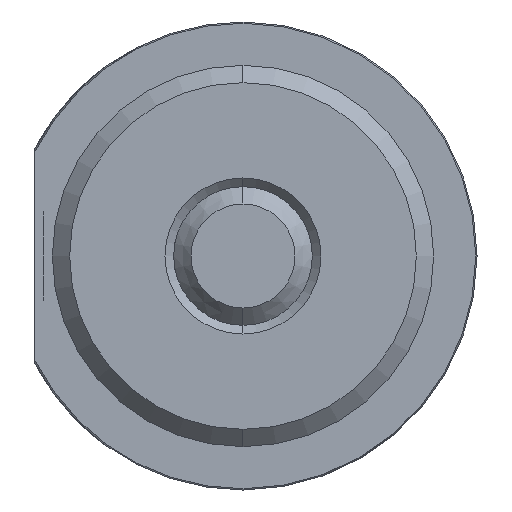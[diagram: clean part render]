
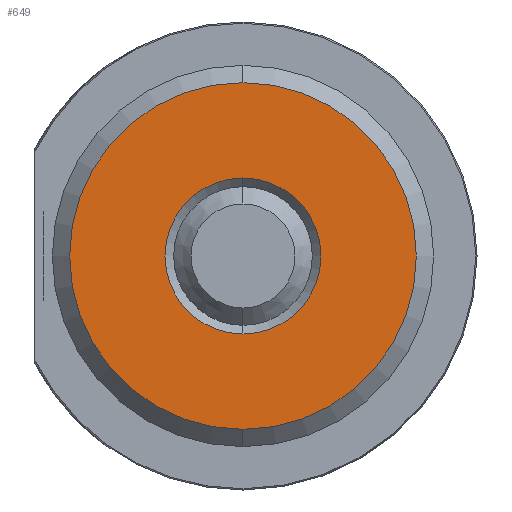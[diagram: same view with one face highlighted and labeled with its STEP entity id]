
A CAD part, left-side view. The second image highlights one B-rep face of the part: STEP entity #649.
In plain terms, the highlighted planar face has unit normal (-1, 0, 0).
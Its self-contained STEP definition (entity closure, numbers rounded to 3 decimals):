
#47 = EDGE_LOOP ( 'NONE', ( #2201, #2164 ) ) ;
#117 = EDGE_LOOP ( 'NONE', ( #2172, #2199 ) ) ;
#297 = CARTESIAN_POINT ( 'NONE',  ( 0., 0., 0. ) ) ;
#305 = CARTESIAN_POINT ( 'NONE',  ( 0., 0., 0. ) ) ;
#306 = DIRECTION ( 'NONE',  ( 1., 0., 0. ) ) ;
#307 = DIRECTION ( 'NONE',  ( 0., 0., -1. ) ) ;
#311 = DIRECTION ( 'NONE',  ( -1., 0., 0. ) ) ;
#312 = DIRECTION ( 'NONE',  ( 0., 0., -1. ) ) ;
#649 = ADVANCED_FACE ( 'NONE', ( #1959, #1968 ), #1186, .F. ) ;
#665 = VERTEX_POINT ( 'NONE', #1242 ) ;
#714 = VERTEX_POINT ( 'NONE', #1289 ) ;
#758 = VERTEX_POINT ( 'NONE', #1333 ) ;
#782 = VERTEX_POINT ( 'NONE', #1357 ) ;
#1180 = CARTESIAN_POINT ( 'NONE',  ( 0., 4., 0. ) ) ;
#1186 = PLANE ( 'NONE',  #3156 ) ;
#1187 = DIRECTION ( 'NONE',  ( 1., 0., 0. ) ) ;
#1188 = DIRECTION ( 'NONE',  ( 0., 0., -1. ) ) ;
#1242 = CARTESIAN_POINT ( 'NONE',  ( 0., 0., -10. ) ) ;
#1289 = CARTESIAN_POINT ( 'NONE',  ( 0., 0., 10. ) ) ;
#1333 = CARTESIAN_POINT ( 'NONE',  ( 0., 0., 4.5 ) ) ;
#1357 = CARTESIAN_POINT ( 'NONE',  ( 0., 0., -4.5 ) ) ;
#1592 = CARTESIAN_POINT ( 'NONE',  ( 0., 0., 0. ) ) ;
#1596 = DIRECTION ( 'NONE',  ( 1., 0., 0. ) ) ;
#1597 = DIRECTION ( 'NONE',  ( 0., 0., -1. ) ) ;
#1767 = CARTESIAN_POINT ( 'NONE',  ( 0., 0., 0. ) ) ;
#1768 = DIRECTION ( 'NONE',  ( -1., 0., 0. ) ) ;
#1769 = DIRECTION ( 'NONE',  ( 0., 0., -1. ) ) ;
#1944 = CIRCLE ( 'NONE', #3210, 4.5 ) ;
#1959 = FACE_BOUND ( 'NONE', #47, .T. ) ;
#1968 = FACE_OUTER_BOUND ( 'NONE', #117, .T. ) ;
#2164 = ORIENTED_EDGE ( 'NONE', *, *, #3059, .T. ) ;
#2172 = ORIENTED_EDGE ( 'NONE', *, *, #3061, .T. ) ;
#2199 = ORIENTED_EDGE ( 'NONE', *, *, #3004, .T. ) ;
#2201 = ORIENTED_EDGE ( 'NONE', *, *, #2953, .T. ) ;
#2652 = CIRCLE ( 'NONE', #3240, 10. ) ;
#2729 = CIRCLE ( 'NONE', #3265, 4.5 ) ;
#2731 = CIRCLE ( 'NONE', #3268, 10. ) ;
#2953 = EDGE_CURVE ( 'NONE', #758, #782, #1944, .T. ) ;
#3004 = EDGE_CURVE ( 'NONE', #714, #665, #2652, .T. ) ;
#3059 = EDGE_CURVE ( 'NONE', #782, #758, #2729, .T. ) ;
#3061 = EDGE_CURVE ( 'NONE', #665, #714, #2731, .T. ) ;
#3156 = AXIS2_PLACEMENT_3D ( 'NONE', #1180, #1187, #1188 ) ;
#3210 = AXIS2_PLACEMENT_3D ( 'NONE', #1592, #1596, #1597 ) ;
#3240 = AXIS2_PLACEMENT_3D ( 'NONE', #1767, #1768, #1769 ) ;
#3265 = AXIS2_PLACEMENT_3D ( 'NONE', #297, #306, #307 ) ;
#3268 = AXIS2_PLACEMENT_3D ( 'NONE', #305, #311, #312 ) ;
